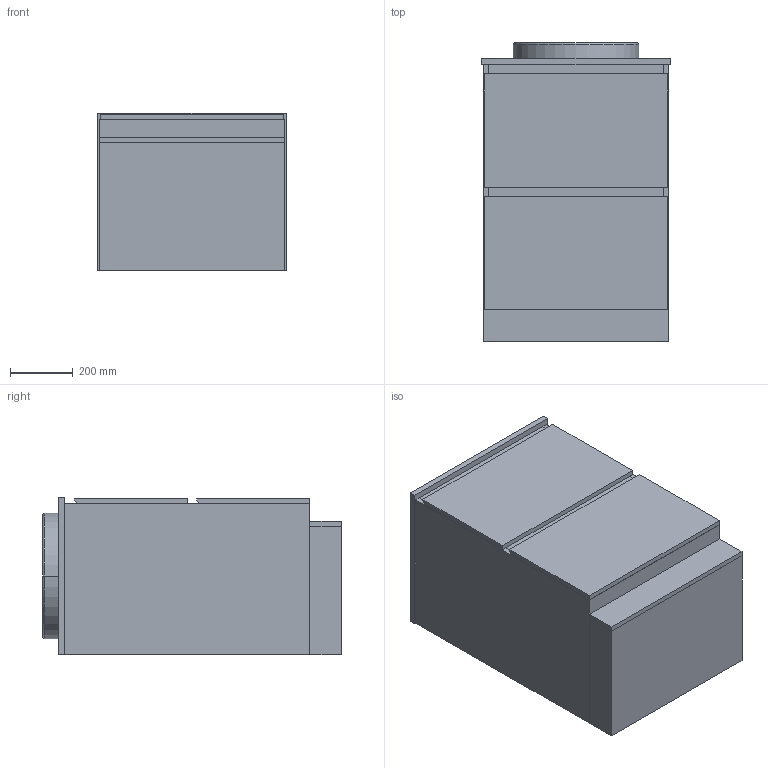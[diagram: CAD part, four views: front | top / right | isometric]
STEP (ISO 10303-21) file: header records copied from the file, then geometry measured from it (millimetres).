
FILE_DESCRIPTION (( 'STEP AP214' ), '1' );
FILE_NAME ('600C.STEP', '2022-07-25T04:10:07', ( '' ), ( '' ), 'SwSTEP 2.0', 'SolidWorks 2021', '' );
FILE_SCHEMA (( 'AUTOMOTIVE_DESIGN' ));
Length unit declared in the file: millimetre
Products named in the file (4): Respect; Domaine All Drawer 600 WK; 600C
Assembly tree (3 placements, depth 3):
  600C
    Domaine All Drawer 600 WK
      Domaine All Drawer 600 WK
      Respect
Bounding box: 600 x 950.04 x 500 mm (x, y, z)
Volume: 68218741.7 mm3; surface area: 6384234.8 mm2
Topology: 8 solids, 8 shells, 74 faces, 156 edges, 98 vertices
Faces by surface type: plane 50, cone 8, torus 8, cylinder 4, bspline 4
Entity records: 2606 total; most frequent: CARTESIAN_POINT 747, DIRECTION 344, ORIENTED_EDGE 312, EDGE_CURVE 156, AXIS2_PLACEMENT_3D 115, LINE 114, VECTOR 114, VERTEX_POINT 98
